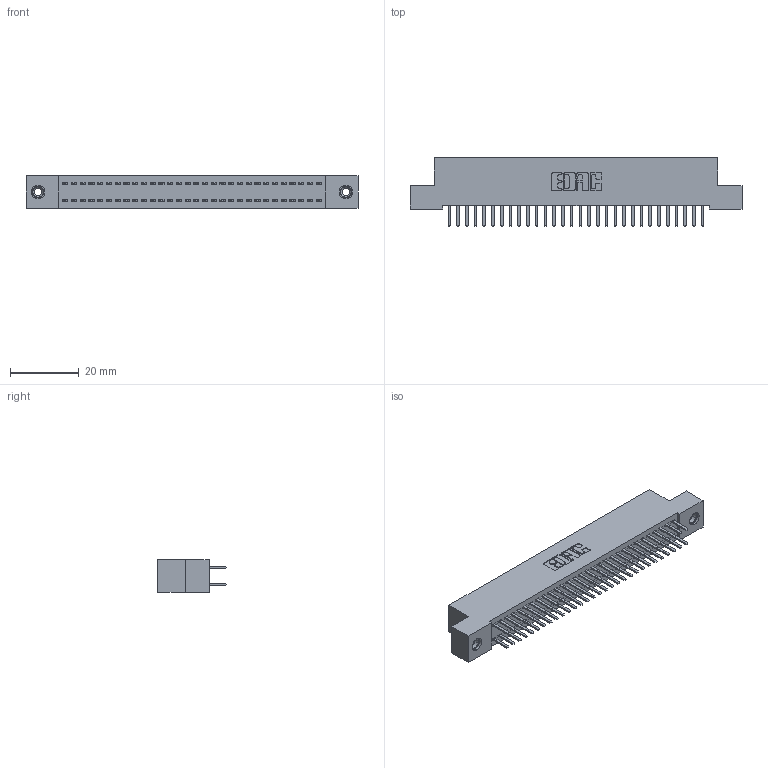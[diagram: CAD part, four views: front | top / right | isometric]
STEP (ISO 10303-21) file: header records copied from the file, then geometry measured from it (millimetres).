
FILE_DESCRIPTION (( 'STEP AP203' ), '1' );
FILE_NAME ('392-060-520-208.STEP', '2019-10-08T17:11:17', ( '' ), ( '' ), 'SwSTEP 2.0', 'SolidWorks 2016', '' );
FILE_SCHEMA (( 'CONFIG_CONTROL_DESIGN' ));
Length unit declared in the file: inch
Products named in the file (4): 392-060-520-208; 342 Part_TI; 345-292-001_345-293-120; 345-250-001_345-250-003-102
Assembly tree (63 placements, depth 2):
  392-060-520-208
    342 Part_TI
    345-292-001_345-293-120  x60
    345-250-001_345-250-003-102  x2
Bounding box: 96.52 x 20.02 x 9.4 mm (x, y, z)
Volume: 8583.4 mm3; surface area: 13624.1 mm2
Topology: 63 solids, 63 shells, 3530 faces, 10215 edges, 6642 vertices
Faces by surface type: plane 2378, cylinder 1136, cone 12, torus 4
Entity records: 22020 total; most frequent: CARTESIAN_POINT 3657, ORIENTED_EDGE 3574, DIRECTION 3165, EDGE_CURVE 1787, LINE 1635, VECTOR 1635, VERTEX_POINT 1184, AXIS2_PLACEMENT_3D 765
